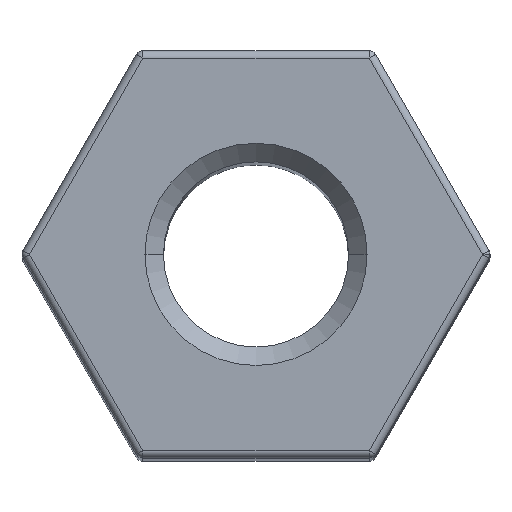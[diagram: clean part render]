
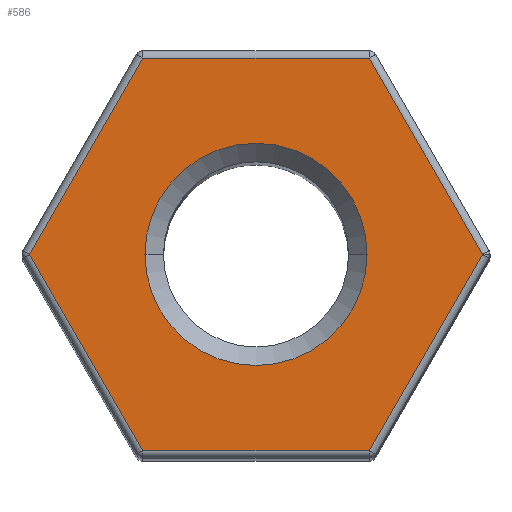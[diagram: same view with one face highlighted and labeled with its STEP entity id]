
A CAD part, top view. The second image highlights one B-rep face of the part: STEP entity #586.
In plain terms, the highlighted planar face has unit normal (0, 0, 1).
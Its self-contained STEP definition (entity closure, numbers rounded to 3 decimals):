
#6 = VERTEX_POINT ( 'NONE', #289 ) ;
#20 = LINE ( 'NONE', #105, #1249 ) ;
#26 = AXIS2_PLACEMENT_3D ( 'NONE', #635, #207, #895 ) ;
#91 = AXIS2_PLACEMENT_3D ( 'NONE', #945, #397, #1031 ) ;
#105 = CARTESIAN_POINT ( 'NONE',  ( -3.089, -0.05, 25. ) ) ;
#144 = EDGE_LOOP ( 'NONE', ( #414, #683 ) ) ;
#207 = DIRECTION ( 'NONE',  ( 0., 0., 1. ) ) ;
#218 = CIRCLE ( 'NONE', #248, 1.5 ) ;
#219 = DIRECTION ( 'NONE',  ( 0.5, -0.866, 0. ) ) ;
#225 = CARTESIAN_POINT ( 'NONE',  ( 0., 0., 25. ) ) ;
#248 = AXIS2_PLACEMENT_3D ( 'NONE', #225, #912, #340 ) ;
#289 = CARTESIAN_POINT ( 'NONE',  ( -3.06, 0., 25. ) ) ;
#334 = DIRECTION ( 'NONE',  ( 1., 0., 0. ) ) ;
#340 = DIRECTION ( 'NONE',  ( 1., 0., 0. ) ) ;
#356 = EDGE_CURVE ( 'NONE', #966, #565, #1074, .T. ) ;
#360 = EDGE_CURVE ( 'NONE', #565, #6, #20, .T. ) ;
#366 = EDGE_CURVE ( 'NONE', #6, #1244, #1017, .T. ) ;
#370 = EDGE_CURVE ( 'NONE', #1244, #1028, #558, .T. ) ;
#373 = EDGE_CURVE ( 'NONE', #1028, #914, #1214, .T. ) ;
#374 = EDGE_CURVE ( 'NONE', #914, #966, #770, .T. ) ;
#375 = EDGE_CURVE ( 'NONE', #783, #577, #218, .T. ) ;
#381 = CIRCLE ( 'NONE', #91, 1.5 ) ;
#397 = DIRECTION ( 'NONE',  ( 0., 0., -1. ) ) ;
#414 = ORIENTED_EDGE ( 'NONE', *, *, #726, .T. ) ;
#512 = ORIENTED_EDGE ( 'NONE', *, *, #366, .T. ) ;
#514 = CARTESIAN_POINT ( 'NONE',  ( 1.53, 2.65, 25. ) ) ;
#525 = VECTOR ( 'NONE', #1079, 1000. ) ;
#556 = DIRECTION ( 'NONE',  ( -1., 0., 0. ) ) ;
#557 = FACE_OUTER_BOUND ( 'NONE', #634, .T. ) ;
#558 = LINE ( 'NONE', #559, #989 ) ;
#559 = CARTESIAN_POINT ( 'NONE',  ( 1.588, -2.65, 25. ) ) ;
#561 = CARTESIAN_POINT ( 'NONE',  ( -1.53, -2.65, 25. ) ) ;
#563 = CARTESIAN_POINT ( 'NONE',  ( 1.501, 2.7, 25. ) ) ;
#565 = VERTEX_POINT ( 'NONE', #885 ) ;
#577 = VERTEX_POINT ( 'NONE', #889 ) ;
#579 = ORIENTED_EDGE ( 'NONE', *, *, #374, .T. ) ;
#584 = VECTOR ( 'NONE', #556, 1000. ) ;
#586 = ADVANCED_FACE ( 'NONE', ( #557, #1213 ), #1237, .T. ) ;
#634 = EDGE_LOOP ( 'NONE', ( #761, #1175, #512, #948, #737, #579 ) ) ;
#635 = CARTESIAN_POINT ( 'NONE',  ( 3.175, 0., 25. ) ) ;
#647 = CARTESIAN_POINT ( 'NONE',  ( -1.588, 2.65, 25. ) ) ;
#657 = DIRECTION ( 'NONE',  ( -0.5, 0.866, 0. ) ) ;
#683 = ORIENTED_EDGE ( 'NONE', *, *, #375, .T. ) ;
#724 = CARTESIAN_POINT ( 'NONE',  ( 1.53, -2.65, 25. ) ) ;
#726 = EDGE_CURVE ( 'NONE', #577, #783, #381, .T. ) ;
#737 = ORIENTED_EDGE ( 'NONE', *, *, #373, .T. ) ;
#761 = ORIENTED_EDGE ( 'NONE', *, *, #356, .T. ) ;
#770 = LINE ( 'NONE', #563, #1188 ) ;
#783 = VERTEX_POINT ( 'NONE', #1185 ) ;
#790 = VECTOR ( 'NONE', #219, 1000. ) ;
#825 = CARTESIAN_POINT ( 'NONE',  ( -1.501, -2.7, 25. ) ) ;
#864 = CARTESIAN_POINT ( 'NONE',  ( 3.06, 0., 25. ) ) ;
#885 = CARTESIAN_POINT ( 'NONE',  ( -1.53, 2.65, 25. ) ) ;
#889 = CARTESIAN_POINT ( 'NONE',  ( 1.5, 0., 25. ) ) ;
#895 = DIRECTION ( 'NONE',  ( 1., 0., 0. ) ) ;
#912 = DIRECTION ( 'NONE',  ( 0., 0., -1. ) ) ;
#914 = VERTEX_POINT ( 'NONE', #864 ) ;
#945 = CARTESIAN_POINT ( 'NONE',  ( 0., 0., 25. ) ) ;
#948 = ORIENTED_EDGE ( 'NONE', *, *, #370, .T. ) ;
#966 = VERTEX_POINT ( 'NONE', #514 ) ;
#989 = VECTOR ( 'NONE', #334, 1000. ) ;
#992 = CARTESIAN_POINT ( 'NONE',  ( 3.089, 0.05, 25. ) ) ;
#1017 = LINE ( 'NONE', #825, #790 ) ;
#1028 = VERTEX_POINT ( 'NONE', #724 ) ;
#1031 = DIRECTION ( 'NONE',  ( 1., 0., 0. ) ) ;
#1074 = LINE ( 'NONE', #647, #584 ) ;
#1079 = DIRECTION ( 'NONE',  ( 0.5, 0.866, 0. ) ) ;
#1175 = ORIENTED_EDGE ( 'NONE', *, *, #360, .T. ) ;
#1185 = CARTESIAN_POINT ( 'NONE',  ( -1.5, 0., 25. ) ) ;
#1188 = VECTOR ( 'NONE', #657, 1000. ) ;
#1213 = FACE_BOUND ( 'NONE', #144, .T. ) ;
#1214 = LINE ( 'NONE', #992, #525 ) ;
#1237 = PLANE ( 'NONE',  #26 ) ;
#1244 = VERTEX_POINT ( 'NONE', #561 ) ;
#1247 = DIRECTION ( 'NONE',  ( -0.5, -0.866, 0. ) ) ;
#1249 = VECTOR ( 'NONE', #1247, 1000. ) ;
